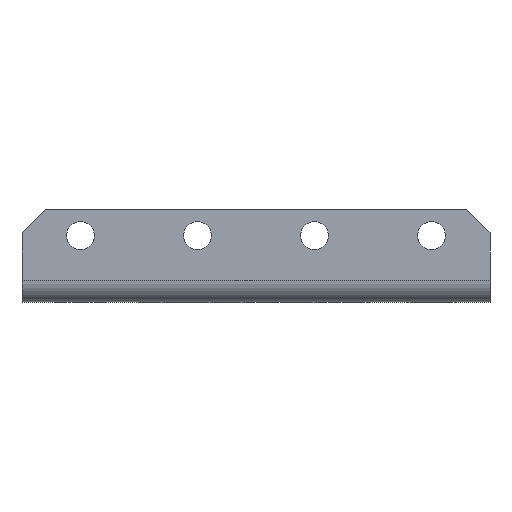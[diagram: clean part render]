
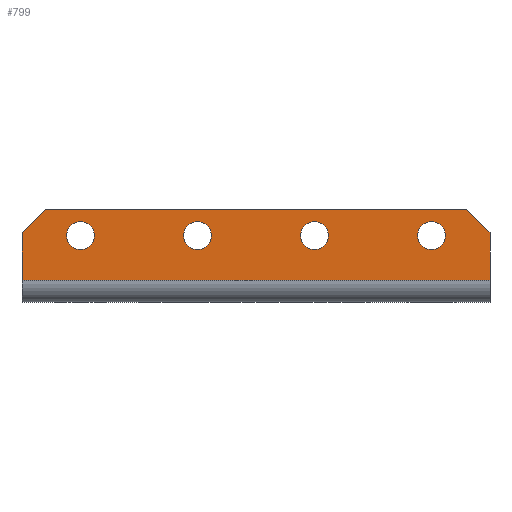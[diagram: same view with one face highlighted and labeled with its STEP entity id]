
A CAD part, front view. The second image highlights one B-rep face of the part: STEP entity #799.
In plain terms, the highlighted planar face has unit normal (0, -1, 0).
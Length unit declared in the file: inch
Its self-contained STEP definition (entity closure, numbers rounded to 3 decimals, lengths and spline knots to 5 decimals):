
#14 = EDGE_LOOP ( 'NONE', ( #1539, #340 ) ) ;
#29 = ORIENTED_EDGE ( 'NONE', *, *, #514, .F. ) ;
#36 = AXIS2_PLACEMENT_3D ( 'NONE', #811, #982, #95 ) ;
#73 = VERTEX_POINT ( 'NONE', #1547 ) ;
#90 = EDGE_LOOP ( 'NONE', ( #29, #1600 ) ) ;
#95 = DIRECTION ( 'NONE',  ( 0., 0., -1. ) ) ;
#111 = CARTESIAN_POINT ( 'NONE',  ( 1.25984, 0., 0.119 ) ) ;
#132 = DIRECTION ( 'NONE',  ( 0., 0., -1. ) ) ;
#164 = CIRCLE ( 'NONE', #1845, 0.075 ) ;
#168 = CARTESIAN_POINT ( 'NONE',  ( 2.83465, 0., 0.28484 ) ) ;
#175 = AXIS2_PLACEMENT_3D ( 'NONE', #874, #1912, #132 ) ;
#201 = VERTEX_POINT ( 'NONE', #168 ) ;
#208 = DIRECTION ( 'NONE',  ( 0., 0., 1. ) ) ;
#214 = EDGE_CURVE ( 'NONE', #73, #964, #1397, .T. ) ;
#223 = DIRECTION ( 'NONE',  ( 0., 0., -1. ) ) ;
#228 = LINE ( 'NONE', #780, #1067 ) ;
#270 = CARTESIAN_POINT ( 'NONE',  ( 2.20472, 0., 0.35984 ) ) ;
#309 = DIRECTION ( 'NONE',  ( 0.707, 0., 0.707 ) ) ;
#316 = AXIS2_PLACEMENT_3D ( 'NONE', #1669, #1242, #223 ) ;
#328 = VECTOR ( 'NONE', #309, 39.37008 ) ;
#339 = CARTESIAN_POINT ( 'NONE',  ( 1.5748, 0., 0.35984 ) ) ;
#340 = ORIENTED_EDGE ( 'NONE', *, *, #1832, .F. ) ;
#370 = CARTESIAN_POINT ( 'NONE',  ( 2.20472, 0., 0.28484 ) ) ;
#371 = LINE ( 'NONE', #1638, #328 ) ;
#382 = EDGE_CURVE ( 'NONE', #964, #502, #1336, .T. ) ;
#386 = DIRECTION ( 'NONE',  ( 0., 0., -1. ) ) ;
#387 = VERTEX_POINT ( 'NONE', #923 ) ;
#394 = ORIENTED_EDGE ( 'NONE', *, *, #963, .F. ) ;
#397 = VERTEX_POINT ( 'NONE', #1672 ) ;
#404 = EDGE_CURVE ( 'NONE', #651, #1853, #228, .T. ) ;
#405 = DIRECTION ( 'NONE',  ( 0., -1., 0. ) ) ;
#476 = VERTEX_POINT ( 'NONE', #1574 ) ;
#492 = VERTEX_POINT ( 'NONE', #942 ) ;
#502 = VERTEX_POINT ( 'NONE', #1847 ) ;
#504 = CARTESIAN_POINT ( 'NONE',  ( 3.46457, 0., 0.35984 ) ) ;
#514 = EDGE_CURVE ( 'NONE', #387, #738, #164, .T. ) ;
#528 = LINE ( 'NONE', #1850, #1631 ) ;
#591 = ORIENTED_EDGE ( 'NONE', *, *, #1025, .F. ) ;
#606 = EDGE_CURVE ( 'NONE', #201, #397, #985, .T. ) ;
#619 = EDGE_CURVE ( 'NONE', #1155, #492, #846, .T. ) ;
#632 = CARTESIAN_POINT ( 'NONE',  ( 3.77953, 0., 0.375 ) ) ;
#637 = DIRECTION ( 'NONE',  ( 0., -1., 0. ) ) ;
#639 = CARTESIAN_POINT ( 'NONE',  ( 3.77953, 0., 0. ) ) ;
#651 = VERTEX_POINT ( 'NONE', #111 ) ;
#656 = EDGE_CURVE ( 'NONE', #73, #476, #1714, .T. ) ;
#659 = AXIS2_PLACEMENT_3D ( 'NONE', #270, #1435, #1292 ) ;
#670 = CIRCLE ( 'NONE', #1420, 0.075 ) ;
#729 = EDGE_CURVE ( 'NONE', #492, #1155, #1396, .T. ) ;
#738 = VERTEX_POINT ( 'NONE', #1635 ) ;
#770 = ORIENTED_EDGE ( 'NONE', *, *, #1125, .F. ) ;
#771 = DIRECTION ( 'NONE',  ( 0., 0., -1. ) ) ;
#780 = CARTESIAN_POINT ( 'NONE',  ( 1.25984, 0., 0. ) ) ;
#784 = VECTOR ( 'NONE', #1540, 39.37008 ) ;
#786 = DIRECTION ( 'NONE',  ( 0., 0., -1. ) ) ;
#792 = AXIS2_PLACEMENT_3D ( 'NONE', #1493, #1463, #1757 ) ;
#799 = ADVANCED_FACE ( 'NONE', ( #960, #1917, #1082, #1739, #1646 ), #1017, .F. ) ;
#802 = VECTOR ( 'NONE', #1577, 39.37008 ) ;
#811 = CARTESIAN_POINT ( 'NONE',  ( 2.83465, 0., 0.35984 ) ) ;
#846 = CIRCLE ( 'NONE', #659, 0.075 ) ;
#862 = VERTEX_POINT ( 'NONE', #1508 ) ;
#874 = CARTESIAN_POINT ( 'NONE',  ( 5.03937, 0., 0. ) ) ;
#914 = EDGE_CURVE ( 'NONE', #1853, #476, #371, .T. ) ;
#923 = CARTESIAN_POINT ( 'NONE',  ( 3.46457, 0., 0.28484 ) ) ;
#942 = CARTESIAN_POINT ( 'NONE',  ( 2.20472, 0., 0.43484 ) ) ;
#960 = FACE_BOUND ( 'NONE', #1015, .T. ) ;
#963 = EDGE_CURVE ( 'NONE', #1902, #862, #670, .T. ) ;
#964 = VERTEX_POINT ( 'NONE', #632 ) ;
#973 = EDGE_CURVE ( 'NONE', #738, #387, #1444, .T. ) ;
#982 = DIRECTION ( 'NONE',  ( 0., -1., 0. ) ) ;
#985 = CIRCLE ( 'NONE', #1858, 0.075 ) ;
#996 = AXIS2_PLACEMENT_3D ( 'NONE', #339, #1385, #771 ) ;
#1007 = ORIENTED_EDGE ( 'NONE', *, *, #619, .F. ) ;
#1015 = EDGE_LOOP ( 'NONE', ( #1007, #1362 ) ) ;
#1017 = PLANE ( 'NONE',  #175 ) ;
#1025 = EDGE_CURVE ( 'NONE', #862, #1902, #1180, .T. ) ;
#1067 = VECTOR ( 'NONE', #208, 39.37008 ) ;
#1070 = CARTESIAN_POINT ( 'NONE',  ( 1.5748, 0., 0.35984 ) ) ;
#1082 = FACE_BOUND ( 'NONE', #90, .T. ) ;
#1119 = CARTESIAN_POINT ( 'NONE',  ( 1.25984, 0., 0.375 ) ) ;
#1125 = EDGE_CURVE ( 'NONE', #502, #651, #528, .T. ) ;
#1155 = VERTEX_POINT ( 'NONE', #370 ) ;
#1180 = CIRCLE ( 'NONE', #996, 0.075 ) ;
#1199 = CARTESIAN_POINT ( 'NONE',  ( 4.59695, 0., -0.44242 ) ) ;
#1242 = DIRECTION ( 'NONE',  ( 0., -1., 0. ) ) ;
#1253 = VECTOR ( 'NONE', #1342, 39.37008 ) ;
#1259 = DIRECTION ( 'NONE',  ( 0., -1., 0. ) ) ;
#1264 = ORIENTED_EDGE ( 'NONE', *, *, #914, .F. ) ;
#1290 = ORIENTED_EDGE ( 'NONE', *, *, #214, .F. ) ;
#1292 = DIRECTION ( 'NONE',  ( 0., 0., -1. ) ) ;
#1295 = CARTESIAN_POINT ( 'NONE',  ( 5.03937, 0., 0.5 ) ) ;
#1305 = CARTESIAN_POINT ( 'NONE',  ( 2.83465, 0., 0.35984 ) ) ;
#1336 = LINE ( 'NONE', #639, #784 ) ;
#1342 = DIRECTION ( 'NONE',  ( 0.707, 0., -0.707 ) ) ;
#1359 = ORIENTED_EDGE ( 'NONE', *, *, #382, .F. ) ;
#1362 = ORIENTED_EDGE ( 'NONE', *, *, #729, .F. ) ;
#1385 = DIRECTION ( 'NONE',  ( 0., -1., 0. ) ) ;
#1396 = CIRCLE ( 'NONE', #792, 0.075 ) ;
#1397 = LINE ( 'NONE', #1199, #1253 ) ;
#1418 = DIRECTION ( 'NONE',  ( -1., 0., 0. ) ) ;
#1420 = AXIS2_PLACEMENT_3D ( 'NONE', #1070, #637, #786 ) ;
#1435 = DIRECTION ( 'NONE',  ( 0., -1., 0. ) ) ;
#1444 = CIRCLE ( 'NONE', #316, 0.075 ) ;
#1453 = CARTESIAN_POINT ( 'NONE',  ( 1.5748, 0., 0.43484 ) ) ;
#1454 = EDGE_LOOP ( 'NONE', ( #1880, #1264, #1670, #770, #1359, #1290 ) ) ;
#1463 = DIRECTION ( 'NONE',  ( 0., -1., 0. ) ) ;
#1493 = CARTESIAN_POINT ( 'NONE',  ( 2.20472, 0., 0.35984 ) ) ;
#1502 = EDGE_LOOP ( 'NONE', ( #591, #394 ) ) ;
#1508 = CARTESIAN_POINT ( 'NONE',  ( 1.5748, 0., 0.28484 ) ) ;
#1539 = ORIENTED_EDGE ( 'NONE', *, *, #606, .F. ) ;
#1540 = DIRECTION ( 'NONE',  ( 0., 0., -1. ) ) ;
#1547 = CARTESIAN_POINT ( 'NONE',  ( 3.65453, 0., 0.5 ) ) ;
#1574 = CARTESIAN_POINT ( 'NONE',  ( 1.38484, 0., 0.5 ) ) ;
#1577 = DIRECTION ( 'NONE',  ( -1., 0., 0. ) ) ;
#1600 = ORIENTED_EDGE ( 'NONE', *, *, #973, .F. ) ;
#1603 = DIRECTION ( 'NONE',  ( 0., 0., -1. ) ) ;
#1631 = VECTOR ( 'NONE', #1418, 39.37008 ) ;
#1635 = CARTESIAN_POINT ( 'NONE',  ( 3.46457, 0., 0.43484 ) ) ;
#1638 = CARTESIAN_POINT ( 'NONE',  ( 2.96211, 0., 2.07726 ) ) ;
#1646 = FACE_OUTER_BOUND ( 'NONE', #1454, .T. ) ;
#1669 = CARTESIAN_POINT ( 'NONE',  ( 3.46457, 0., 0.35984 ) ) ;
#1670 = ORIENTED_EDGE ( 'NONE', *, *, #404, .F. ) ;
#1672 = CARTESIAN_POINT ( 'NONE',  ( 2.83465, 0., 0.43484 ) ) ;
#1714 = LINE ( 'NONE', #1295, #802 ) ;
#1739 = FACE_BOUND ( 'NONE', #14, .T. ) ;
#1757 = DIRECTION ( 'NONE',  ( 0., 0., -1. ) ) ;
#1832 = EDGE_CURVE ( 'NONE', #397, #201, #1871, .T. ) ;
#1845 = AXIS2_PLACEMENT_3D ( 'NONE', #504, #1259, #386 ) ;
#1847 = CARTESIAN_POINT ( 'NONE',  ( 3.77953, 0., 0.119 ) ) ;
#1850 = CARTESIAN_POINT ( 'NONE',  ( 5.03937, 0., 0.119 ) ) ;
#1853 = VERTEX_POINT ( 'NONE', #1119 ) ;
#1858 = AXIS2_PLACEMENT_3D ( 'NONE', #1305, #405, #1603 ) ;
#1871 = CIRCLE ( 'NONE', #36, 0.075 ) ;
#1880 = ORIENTED_EDGE ( 'NONE', *, *, #656, .T. ) ;
#1902 = VERTEX_POINT ( 'NONE', #1453 ) ;
#1912 = DIRECTION ( 'NONE',  ( 0., 1., 0. ) ) ;
#1917 = FACE_BOUND ( 'NONE', #1502, .T. ) ;
